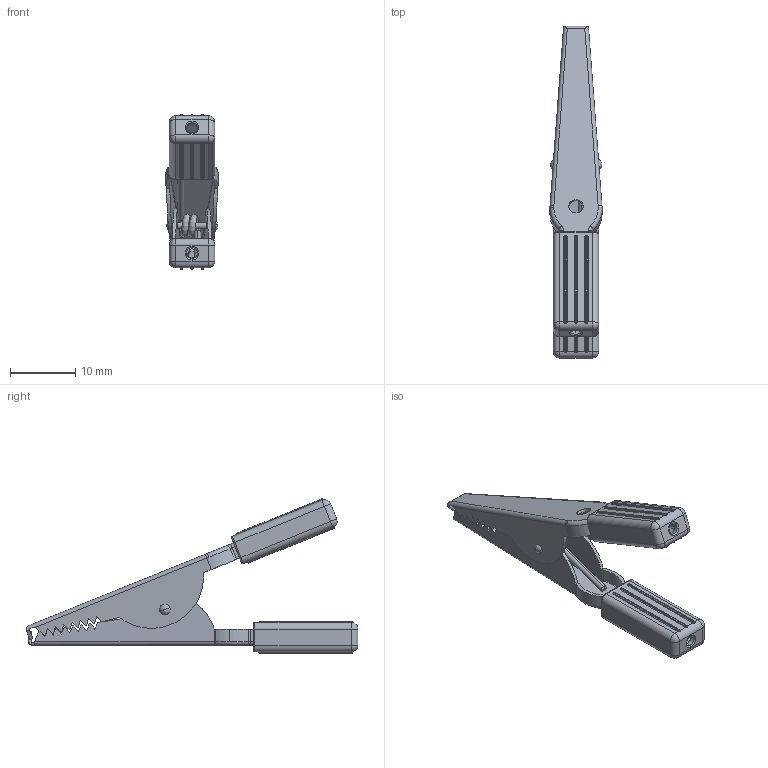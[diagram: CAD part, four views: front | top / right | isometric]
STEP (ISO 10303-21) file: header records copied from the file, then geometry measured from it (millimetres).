
FILE_DESCRIPTION (( 'STEP AP203' ), '1' );
FILE_NAME ('Çàæèì Êðîêîäèë.STEP', '2014-02-04T08:46:01', ( '' ), ( '' ), 'SwSTEP 2.0', 'SolidWorks 2013', '' );
FILE_SCHEMA (( 'CONFIG_CONTROL_DESIGN' ));
Length unit declared in the file: millimetre
Products named in the file (6): Âíåøí ñòâîðêà; Îñü; Èçîëÿòîð; Ïðóæèíà Êð; Çàæèì Êðîêîäèë; Âíóòð ñòâîðêà
Assembly tree (6 placements, depth 2):
  Çàæèì Êðîêîäèë
    Âíóòð ñòâîðêà
    Âíåøí ñòâîðêà
    Îñü
    Èçîëÿòîð  x2
    Ïðóæèíà Êð
Bounding box: 8 x 50.86 x 23.65 mm (x, y, z)
Volume: 1164.7 mm3; surface area: 3646.4 mm2
Topology: 6 solids, 6 shells, 529 faces, 1317 edges, 786 vertices
Faces by surface type: cylinder 196, plane 182, torus 116, sphere 20, bspline 15
Entity records: 13787 total; most frequent: CARTESIAN_POINT 3631, DIRECTION 2044, ORIENTED_EDGE 2002, EDGE_CURVE 1001, AXIS2_PLACEMENT_3D 740, VERTEX_POINT 620, VECTOR 564, LINE 564
